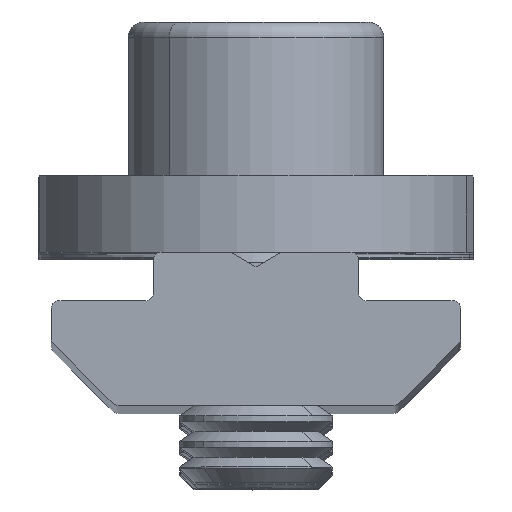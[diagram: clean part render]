
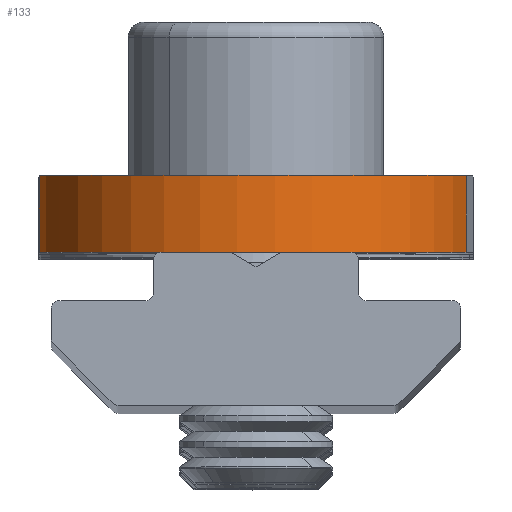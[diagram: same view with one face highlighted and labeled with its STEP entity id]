
A CAD part, top view. The second image highlights one B-rep face of the part: STEP entity #133.
In plain terms, the highlighted cylindrical face has radius 8.5 mm (diameter 17 mm), a partial arc.
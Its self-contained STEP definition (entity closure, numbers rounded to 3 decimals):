
#133 = ADVANCED_FACE ( 'NONE', ( #2560 ), #2410, .T. ) ;
#148 = CARTESIAN_POINT ( 'NONE',  ( -8.5, 0., 3. ) ) ;
#181 = ORIENTED_EDGE ( 'NONE', *, *, #4586, .T. ) ;
#346 = AXIS2_PLACEMENT_3D ( 'NONE', #1637, #762, #3870 ) ;
#621 = CARTESIAN_POINT ( 'NONE',  ( 8.5, 0., 0. ) ) ;
#653 = VECTOR ( 'NONE', #2920, 1000. ) ;
#733 = LINE ( 'NONE', #3348, #653 ) ;
#762 = DIRECTION ( 'NONE',  ( 0., 0., -1. ) ) ;
#1216 = VECTOR ( 'NONE', #3914, 1000. ) ;
#1376 = EDGE_CURVE ( 'NONE', #2882, #1841, #1476, .T. ) ;
#1388 = AXIS2_PLACEMENT_3D ( 'NONE', #2151, #5123, #2588 ) ;
#1476 = LINE ( 'NONE', #4262, #1216 ) ;
#1637 = CARTESIAN_POINT ( 'NONE',  ( 0., 0., 3. ) ) ;
#1662 = CARTESIAN_POINT ( 'NONE',  ( 8.5, 0., 3. ) ) ;
#1790 = EDGE_CURVE ( 'NONE', #2119, #3201, #733, .T. ) ;
#1841 = VERTEX_POINT ( 'NONE', #4137 ) ;
#1877 = DIRECTION ( 'NONE',  ( 0., 0., 1. ) ) ;
#2119 = VERTEX_POINT ( 'NONE', #1662 ) ;
#2151 = CARTESIAN_POINT ( 'NONE',  ( 0., 0., 3. ) ) ;
#2410 = CYLINDRICAL_SURFACE ( 'NONE', #346, 8.5 ) ;
#2560 = FACE_OUTER_BOUND ( 'NONE', #2815, .T. ) ;
#2588 = DIRECTION ( 'NONE',  ( 1., 0., 0. ) ) ;
#2711 = CIRCLE ( 'NONE', #1388, 8.5 ) ;
#2773 = AXIS2_PLACEMENT_3D ( 'NONE', #4418, #1877, #4860 ) ;
#2815 = EDGE_LOOP ( 'NONE', ( #3674, #4229, #181, #3717 ) ) ;
#2882 = VERTEX_POINT ( 'NONE', #148 ) ;
#2920 = DIRECTION ( 'NONE',  ( 0., 0., -1. ) ) ;
#3201 = VERTEX_POINT ( 'NONE', #621 ) ;
#3348 = CARTESIAN_POINT ( 'NONE',  ( 8.5, 0., 3. ) ) ;
#3674 = ORIENTED_EDGE ( 'NONE', *, *, #4961, .F. ) ;
#3717 = ORIENTED_EDGE ( 'NONE', *, *, #1376, .F. ) ;
#3870 = DIRECTION ( 'NONE',  ( -1., 0., 0. ) ) ;
#3914 = DIRECTION ( 'NONE',  ( 0., 0., -1. ) ) ;
#4137 = CARTESIAN_POINT ( 'NONE',  ( -8.5, 0., 0. ) ) ;
#4229 = ORIENTED_EDGE ( 'NONE', *, *, #1790, .T. ) ;
#4262 = CARTESIAN_POINT ( 'NONE',  ( -8.5, 0., 3. ) ) ;
#4418 = CARTESIAN_POINT ( 'NONE',  ( 0., 0., 0. ) ) ;
#4586 = EDGE_CURVE ( 'NONE', #3201, #1841, #4802, .T. ) ;
#4802 = CIRCLE ( 'NONE', #2773, 8.5 ) ;
#4860 = DIRECTION ( 'NONE',  ( 1., 0., 0. ) ) ;
#4961 = EDGE_CURVE ( 'NONE', #2119, #2882, #2711, .T. ) ;
#5123 = DIRECTION ( 'NONE',  ( 0., 0., 1. ) ) ;
